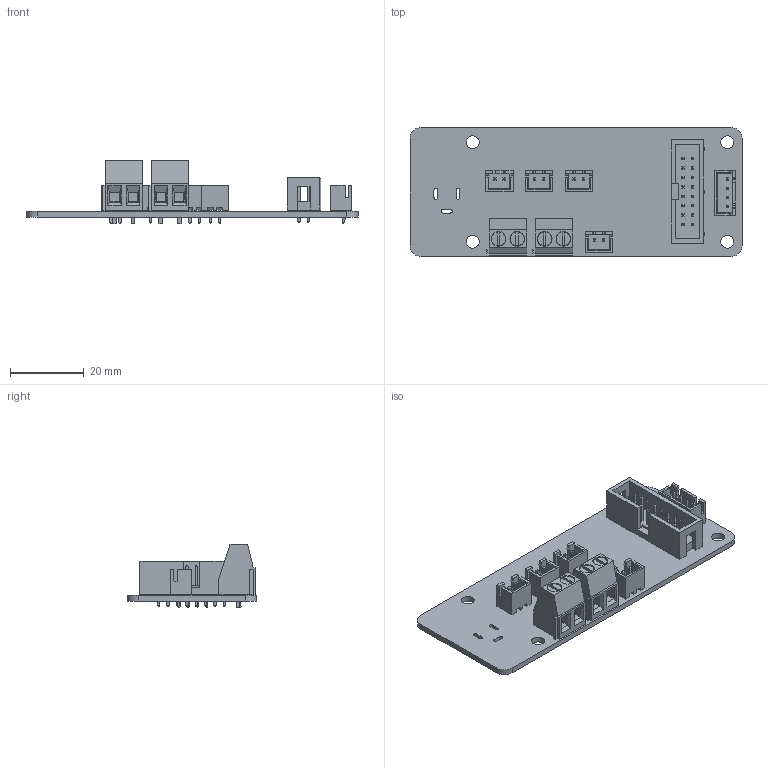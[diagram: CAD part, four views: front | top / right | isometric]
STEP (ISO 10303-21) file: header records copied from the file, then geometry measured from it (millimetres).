
FILE_DESCRIPTION(('KiCad electronic assembly'),'2;1');
FILE_NAME('adapter01.step','2021-11-16T08:57:03',('An Author'),( 'A Company'),'Open CASCADE STEP processor 7.5', 'KiCad to STEP converter','Unknown');
FILE_SCHEMA(('AUTOMOTIVE_DESIGN { 1 0 10303 214 1 1 1 1 }'));
Length unit declared in the file: millimetre
Products named in the file (10): Open CASCADE STEP translator 7.5 1; IDC-Header_2x08_P2.54mm_Vertical; SOLID; JST_XH_B2B-XH-A_1x02_P2.50mm_Vertical; JST_XH_B4B-XH-A_1x04_P2.50mm_Vertical; TerminalBlock_Phoenix_MKDS-1,5-2-5.08_1x02_P5.08mm_Horizontal; COMPOUND
Assembly tree (13 placements, depth 3):
  Open CASCADE STEP translator 7.5 1
    IDC-Header_2x08_P2.54mm_Vertical
      SOLID
    JST_XH_B2B-XH-A_1x02_P2.50mm_Vertical  x4
      SOLID
    JST_XH_B4B-XH-A_1x04_P2.50mm_Vertical
      SOLID
    TerminalBlock_Phoenix_MKDS-1,5-2-5.08_1x02_P5.08mm_Horizontal  x2
      SOLID
    COMPOUND
Bounding box: 90 x 35 x 17.3 mm (x, y, z)
Volume: 8913.2 mm3; surface area: 13579.2 mm2
Topology: 9 solids, 9 shells, 1063 faces, 2701 edges, 1722 vertices
Faces by surface type: plane 964, cylinder 83, bspline 16
Full cylindrical faces by diameter (mm): 0.95 x4, 1 x30, 1.3 x4, 3.5 x4, 3.8 x4, 4 x4
Entity records: 48330 total; most frequent: CARTESIAN_POINT 7298, DIRECTION 6821, LINE 4901, VECTOR 4901, ORIENTED_EDGE 3518, PCURVE 3518, DEFINITIONAL_REPRESENTATION 3518, EDGE_CURVE 1759
